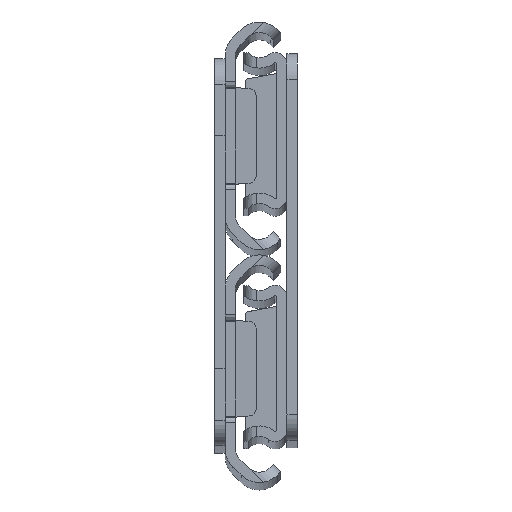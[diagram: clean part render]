
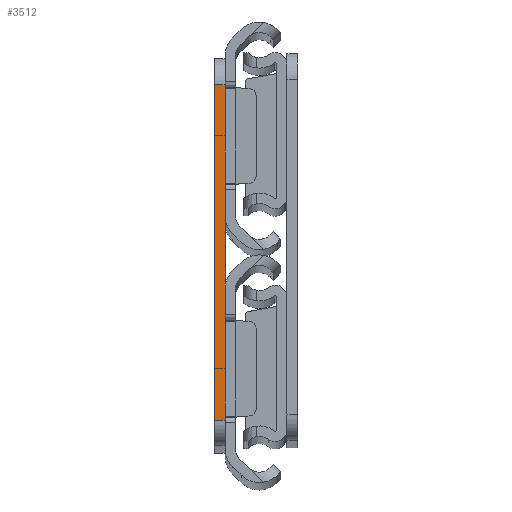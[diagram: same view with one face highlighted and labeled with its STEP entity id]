
A CAD part, top view. The second image highlights one B-rep face of the part: STEP entity #3512.
In plain terms, the highlighted planar face has unit normal (0, 0, 1).
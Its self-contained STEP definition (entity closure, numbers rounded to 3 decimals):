
#166 = EDGE_CURVE ( 'NONE', #1053, #5185, #3348, .T. ) ;
#248 = CARTESIAN_POINT ( 'NONE',  ( -1.6, 26., 0. ) ) ;
#298 = ORIENTED_EDGE ( 'NONE', *, *, #358, .T. ) ;
#358 = EDGE_CURVE ( 'NONE', #5185, #4718, #5816, .T. ) ;
#806 = VERTEX_POINT ( 'NONE', #2883 ) ;
#1053 = VERTEX_POINT ( 'NONE', #3834 ) ;
#1337 = PLANE ( 'NONE',  #2668 ) ;
#1522 = ORIENTED_EDGE ( 'NONE', *, *, #166, .T. ) ;
#1803 = LINE ( 'NONE', #2320, #2915 ) ;
#2320 = CARTESIAN_POINT ( 'NONE',  ( 0., 0., 0. ) ) ;
#2668 = AXIS2_PLACEMENT_3D ( 'NONE', #7903, #4297, #4337 ) ;
#2843 = DIRECTION ( 'NONE',  ( -1., 0., 0. ) ) ;
#2883 = CARTESIAN_POINT ( 'NONE',  ( 0., 26., 0. ) ) ;
#2915 = VECTOR ( 'NONE', #7323, 1000. ) ;
#3252 = ORIENTED_EDGE ( 'NONE', *, *, #3777, .F. ) ;
#3348 = LINE ( 'NONE', #5779, #6467 ) ;
#3425 = DIRECTION ( 'NONE',  ( 1., 0., 0. ) ) ;
#3512 = ADVANCED_FACE ( 'NONE', ( #5716 ), #1337, .T. ) ;
#3545 = CARTESIAN_POINT ( 'NONE',  ( -1.6, -26., 0. ) ) ;
#3777 = EDGE_CURVE ( 'NONE', #806, #4718, #1803, .T. ) ;
#3834 = CARTESIAN_POINT ( 'NONE',  ( -1.6, 26., 0. ) ) ;
#3963 = CARTESIAN_POINT ( 'NONE',  ( 0., -26., 0. ) ) ;
#4267 = CARTESIAN_POINT ( 'NONE',  ( -1.6, -26., 0. ) ) ;
#4297 = DIRECTION ( 'NONE',  ( 0., 0., 1. ) ) ;
#4337 = DIRECTION ( 'NONE',  ( 1., 0., 0. ) ) ;
#4370 = VECTOR ( 'NONE', #2843, 1000. ) ;
#4421 = DIRECTION ( 'NONE',  ( 0., -1., 0. ) ) ;
#4718 = VERTEX_POINT ( 'NONE', #3963 ) ;
#5084 = VECTOR ( 'NONE', #3425, 1000. ) ;
#5185 = VERTEX_POINT ( 'NONE', #4267 ) ;
#5198 = ORIENTED_EDGE ( 'NONE', *, *, #7542, .T. ) ;
#5716 = FACE_OUTER_BOUND ( 'NONE', #7053, .T. ) ;
#5779 = CARTESIAN_POINT ( 'NONE',  ( -1.6, 0., 0. ) ) ;
#5816 = LINE ( 'NONE', #3545, #5084 ) ;
#5832 = LINE ( 'NONE', #248, #4370 ) ;
#6467 = VECTOR ( 'NONE', #4421, 1000. ) ;
#7053 = EDGE_LOOP ( 'NONE', ( #1522, #298, #3252, #5198 ) ) ;
#7323 = DIRECTION ( 'NONE',  ( 0., -1., 0. ) ) ;
#7542 = EDGE_CURVE ( 'NONE', #806, #1053, #5832, .T. ) ;
#7903 = CARTESIAN_POINT ( 'NONE',  ( -1.6, 0., 0. ) ) ;
